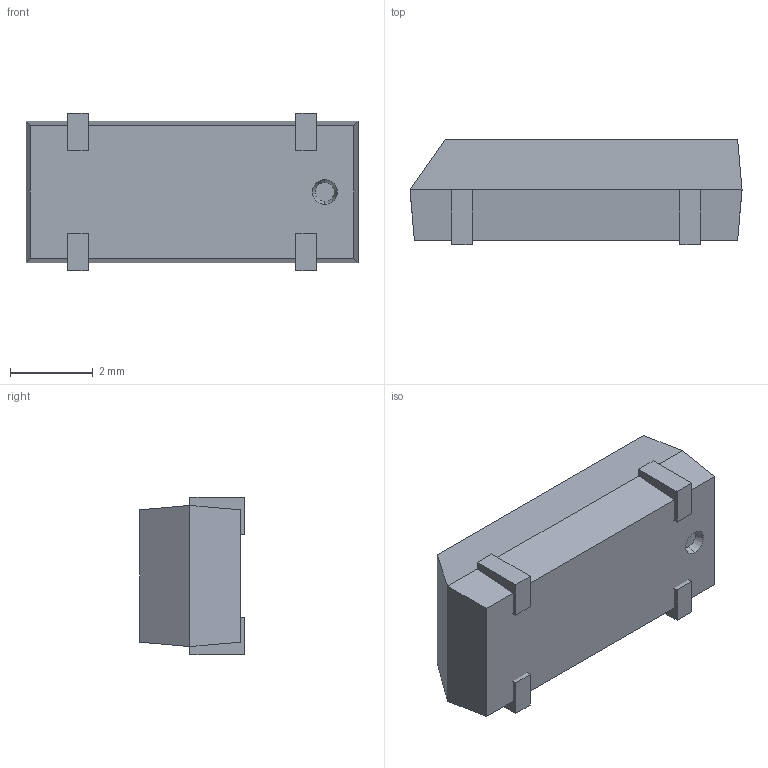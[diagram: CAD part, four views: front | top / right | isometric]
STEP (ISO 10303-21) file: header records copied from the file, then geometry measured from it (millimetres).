
FILE_DESCRIPTION (( 'STEP AP214' ), '1' );
FILE_NAME ('1802B02F-A9F4-4DBB-A9F0-8320B2C9332C.STEP', '2022-11-02T10:03:34', ( '' ), ( '' ), 'SwSTEP 2.0', 'SolidWorks 2022', '' );
FILE_SCHEMA (( 'AUTOMOTIVE_DESIGN' ));
Length unit declared in the file: millimetre
Products named in the file (1): 1802B02F-A9F4-4DBB-A9F0-8320B2C9332C
Bounding box: 8 x 2.53 x 3.8 mm (x, y, z)
Volume: 64 mm3; surface area: 175.1 mm2
Topology: 6 solids, 6 shells, 42 faces, 84 edges, 56 vertices
Faces by surface type: plane 38, cone 4
Entity records: 1617 total; most frequent: CARTESIAN_POINT 183, DIRECTION 178, ORIENTED_EDGE 168, EDGE_CURVE 84, VECTOR 76, LINE 76, VERTEX_POINT 56, AXIS2_PLACEMENT_3D 51
